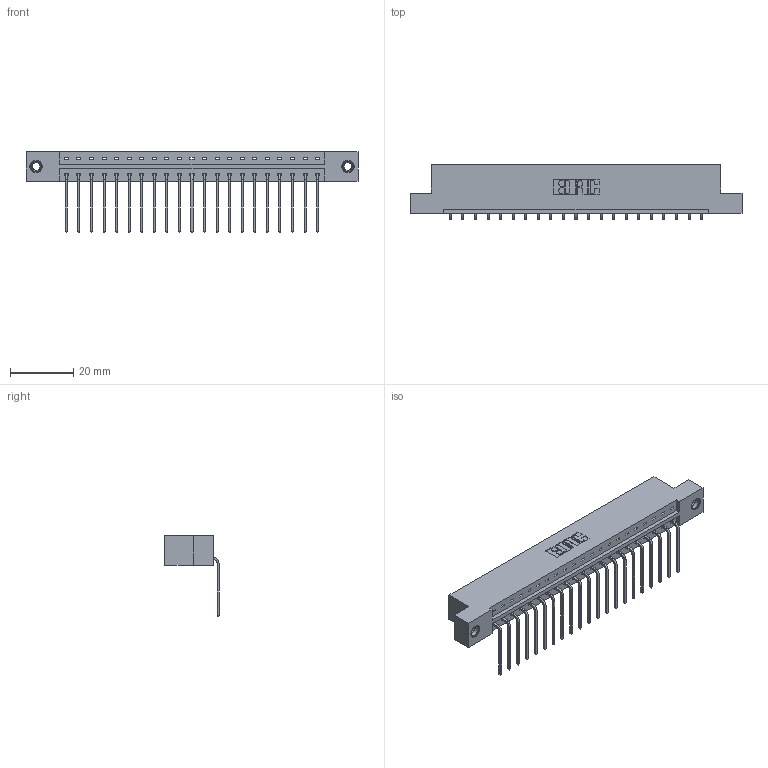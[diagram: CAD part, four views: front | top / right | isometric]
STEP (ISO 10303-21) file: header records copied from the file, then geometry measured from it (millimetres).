
FILE_DESCRIPTION (( 'STEP AP203' ), '1' );
FILE_NAME ('833-021-559-107.STEP', '2020-06-01T15:34:41', ( '' ), ( '' ), 'SwSTEP 2.0', 'SolidWorks 2020', '' );
FILE_SCHEMA (( 'CONFIG_CONTROL_DESIGN' ));
Length unit declared in the file: inch
Products named in the file (4): 833-021-559-107; 833 Part_Flush - .156 Dia - TI; 345-292-001_558 559 Tail - 1; 345-250-001_345-250-005-103
Assembly tree (24 placements, depth 2):
  833-021-559-107
    833 Part_Flush - .156 Dia - TI
    345-292-001_558 559 Tail - 1  x21
    345-250-001_345-250-005-103  x2
Bounding box: 104.75 x 17.09 x 25.53 mm (x, y, z)
Volume: 10416.6 mm3; surface area: 11599.7 mm2
Topology: 24 solids, 24 shells, 1434 faces, 4269 edges, 2810 vertices
Faces by surface type: plane 1026, cylinder 392, cone 12, torus 4
Entity records: 16824 total; most frequent: CARTESIAN_POINT 2888, ORIENTED_EDGE 2838, DIRECTION 2511, EDGE_CURVE 1419, VECTOR 1271, LINE 1271, VERTEX_POINT 940, AXIS2_PLACEMENT_3D 620
